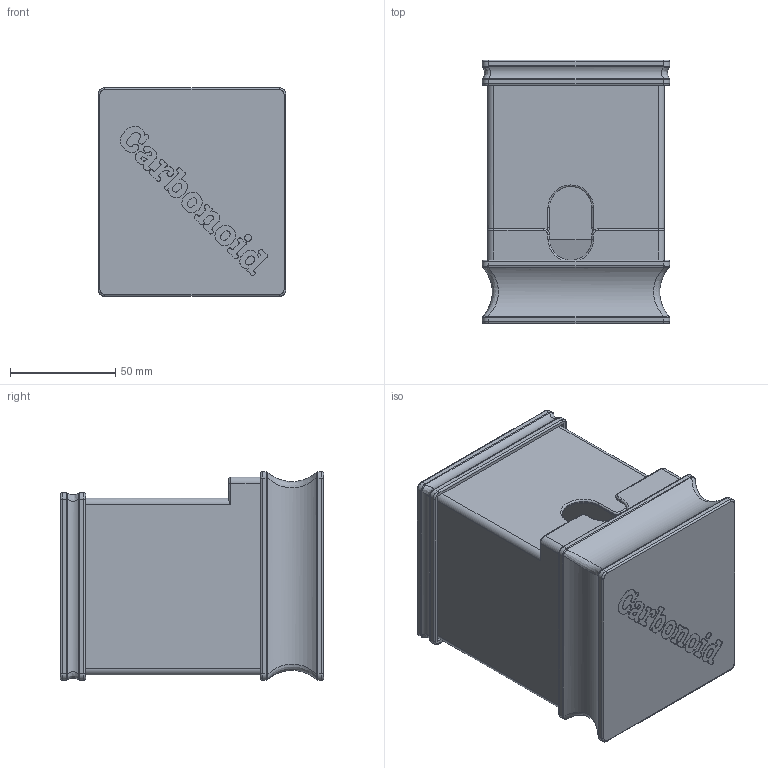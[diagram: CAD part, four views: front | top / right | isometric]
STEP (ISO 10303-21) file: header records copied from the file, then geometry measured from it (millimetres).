
FILE_DESCRIPTION(/* description */ (''),/* implementation_level */ '2;1');
FILE_NAME(/* name */ 'Q_Tip_Dispenser.step',/* time_stamp */ '2019-01-26T19:10:56+01:00',/* author */ (''),/* organization */ (''),/* preprocessor_version */ 'ST-DEVELOPER v17.2',/* originating_system */ 'Autodesk Translation Framework v7.6.0.251',/* authorisation */ '');
FILE_SCHEMA (('AUTOMOTIVE_DESIGN { 1 0 10303 214 3 1 1 }'));
Length unit declared in the file: millimetre
Products named in the file (4): Q_Tip_Dispenser; Base; Body; Top
Assembly tree (3 placements, depth 2):
  Q_Tip_Dispenser
    Base
    Body
    Top
Bounding box: 89 x 125 x 99 mm (x, y, z)
Volume: 426426.5 mm3; surface area: 111520.9 mm2
Topology: 3 solids, 3 shells, 573 faces, 1496 edges, 946 vertices
Faces by surface type: bspline 320, plane 107, cylinder 106, torus 32, sphere 8
Entity records: 21103 total; most frequent: CARTESIAN_POINT 8964, ORIENTED_EDGE 2992, DIRECTION 1636, EDGE_CURVE 1496, VERTEX_POINT 946, B_SPLINE_CURVE_WITH_KNOTS 636, LINE 604, VECTOR 604
